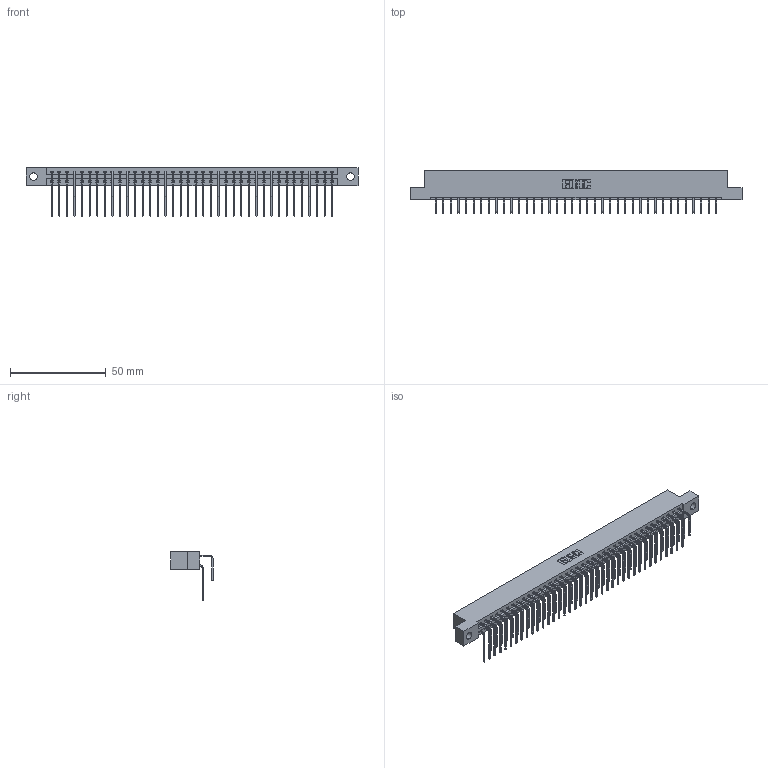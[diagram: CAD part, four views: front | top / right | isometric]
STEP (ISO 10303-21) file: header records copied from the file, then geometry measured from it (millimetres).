
FILE_DESCRIPTION (( 'STEP AP203' ), '1' );
FILE_NAME ('387-076-558-204.STEP', '2019-10-22T04:34:07', ( '' ), ( '' ), 'SwSTEP 2.0', 'SolidWorks 2016', '' );
FILE_SCHEMA (( 'CONFIG_CONTROL_DESIGN' ));
Length unit declared in the file: inch
Products named in the file (4): 345-292-001_558 Tail - 2; 345-292-001_558 559 Tail - 1; 387-076-558-204; 337 Part_Flush Mounting Lugs - 0.156 Dia-TH
Assembly tree (77 placements, depth 2):
  387-076-558-204
    337 Part_Flush Mounting Lugs - 0.156 Dia-TH
    345-292-001_558 559 Tail - 1  x38
    345-292-001_558 Tail - 2  x38
Bounding box: 173.58 x 22.17 x 25.53 mm (x, y, z)
Volume: 18590.9 mm3; surface area: 22977.1 mm2
Topology: 77 solids, 77 shells, 4370 faces, 13003 edges, 8566 vertices
Faces by surface type: plane 3110, cylinder 1260
Entity records: 31767 total; most frequent: CARTESIAN_POINT 5401, ORIENTED_EDGE 5286, DIRECTION 4583, EDGE_CURVE 2643, VECTOR 2475, LINE 2475, VERTEX_POINT 1758, AXIS2_PLACEMENT_3D 1054
